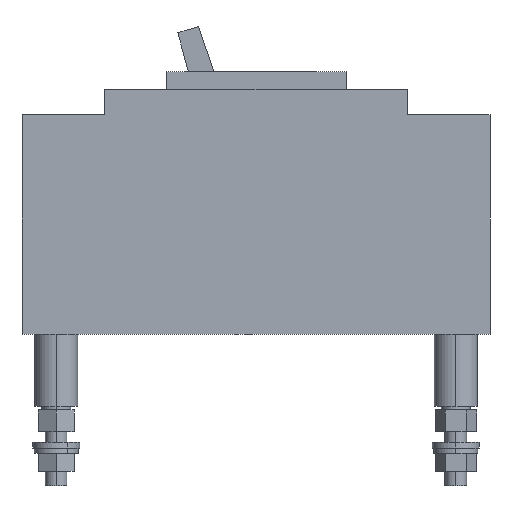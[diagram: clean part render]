
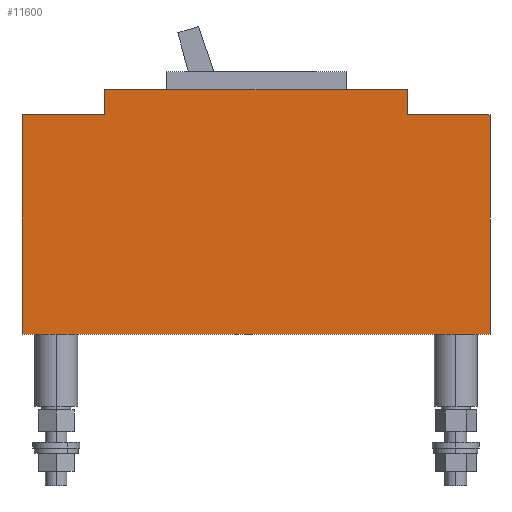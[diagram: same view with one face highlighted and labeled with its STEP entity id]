
A CAD part, left-side view. The second image highlights one B-rep face of the part: STEP entity #11600.
In plain terms, the highlighted planar face has unit normal (-1, 0, 0).
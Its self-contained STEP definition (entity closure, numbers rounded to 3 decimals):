
#10890=CARTESIAN_POINT('',(67.5,415.,0.));
#10900=DIRECTION('',(1.,-0.,0.));
#10910=DIRECTION('',(0.,0.,-1.));
#10920=AXIS2_PLACEMENT_3D('',#10890,#10900,#10910);
#10930=PLANE('',#10920);
#10940=CARTESIAN_POINT('',(67.5,285.,0.));
#10950=DIRECTION('',(0.,0.,-1.));
#10960=VECTOR('',#10950,1.);
#10970=LINE('',#10940,#10960);
#10980=CARTESIAN_POINT('',(67.5,285.,-12.));
#10990=VERTEX_POINT('',#10980);
#11000=CARTESIAN_POINT('',(67.5,285.,-73.));
#11010=VERTEX_POINT('',#11000);
#11020=EDGE_CURVE('',#10990,#11010,#10970,.T.);
#11030=ORIENTED_EDGE('',*,*,#11020,.F.);
#11040=CARTESIAN_POINT('',(67.5,0.,-73.));
#11050=DIRECTION('',(0.,1.,0.));
#11060=VECTOR('',#11050,1.);
#11070=LINE('',#11040,#11060);
#11080=CARTESIAN_POINT('',(67.5,415.,-73.));
#11090=VERTEX_POINT('',#11080);
#11100=EDGE_CURVE('',#11010,#11090,#11070,.T.);
#11110=ORIENTED_EDGE('',*,*,#11100,.F.);
#11120=CARTESIAN_POINT('',(67.5,415.,0.));
#11130=DIRECTION('',(0.,0.,1.));
#11140=VECTOR('',#11130,1.);
#11150=LINE('',#11120,#11140);
#11160=CARTESIAN_POINT('',(67.5,415.,-12.));
#11170=VERTEX_POINT('',#11160);
#11180=EDGE_CURVE('',#11090,#11170,#11150,.T.);
#11190=ORIENTED_EDGE('',*,*,#11180,.F.);
#11200=CARTESIAN_POINT('',(67.5,0.,-12.));
#11210=DIRECTION('',(0.,-1.,0.));
#11220=VECTOR('',#11210,1.);
#11230=LINE('',#11200,#11220);
#11240=CARTESIAN_POINT('',(67.5,392.,-12.));
#11250=VERTEX_POINT('',#11240);
#11260=EDGE_CURVE('',#11170,#11250,#11230,.T.);
#11270=ORIENTED_EDGE('',*,*,#11260,.F.);
#11280=CARTESIAN_POINT('',(67.5,392.,0.));
#11290=DIRECTION('',(0.,0.,1.));
#11300=VECTOR('',#11290,1.);
#11310=LINE('',#11280,#11300);
#11320=CARTESIAN_POINT('',(67.5,392.,-5.));
#11330=VERTEX_POINT('',#11320);
#11340=EDGE_CURVE('',#11250,#11330,#11310,.T.);
#11350=ORIENTED_EDGE('',*,*,#11340,.F.);
#11360=CARTESIAN_POINT('',(67.5,0.,-5.));
#11370=DIRECTION('',(0.,1.,0.));
#11380=VECTOR('',#11370,1.);
#11390=LINE('',#11360,#11380);
#11400=CARTESIAN_POINT('',(67.5,308.,-5.));
#11410=VERTEX_POINT('',#11400);
#11420=EDGE_CURVE('',#11410,#11330,#11390,.T.);
#11430=ORIENTED_EDGE('',*,*,#11420,.T.);
#11440=CARTESIAN_POINT('',(67.5,308.,0.));
#11450=DIRECTION('',(0.,0.,-1.));
#11460=VECTOR('',#11450,1.);
#11470=LINE('',#11440,#11460);
#11480=CARTESIAN_POINT('',(67.5,308.,-12.));
#11490=VERTEX_POINT('',#11480);
#11500=EDGE_CURVE('',#11410,#11490,#11470,.T.);
#11510=ORIENTED_EDGE('',*,*,#11500,.F.);
#11520=CARTESIAN_POINT('',(67.5,0.,-12.));
#11530=DIRECTION('',(0.,-1.,0.));
#11540=VECTOR('',#11530,1.);
#11550=LINE('',#11520,#11540);
#11560=EDGE_CURVE('',#11490,#10990,#11550,.T.);
#11570=ORIENTED_EDGE('',*,*,#11560,.F.);
#11580=EDGE_LOOP('',(#11570,#11510,#11430,#11350,#11270,#11190,#11110,
#11030));
#11590=FACE_OUTER_BOUND('',#11580,.T.);
#11600=ADVANCED_FACE('',(#11590),#10930,.F.);
